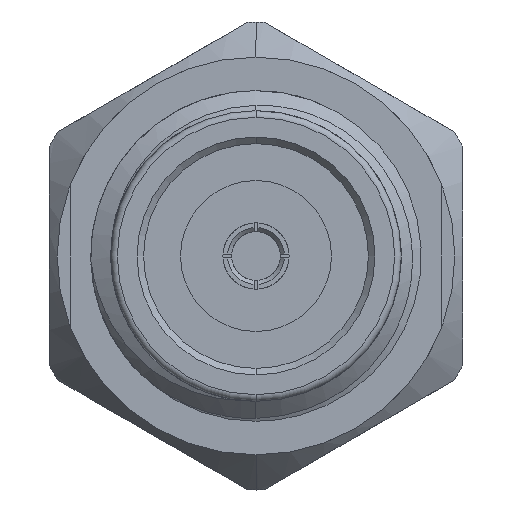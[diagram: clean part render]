
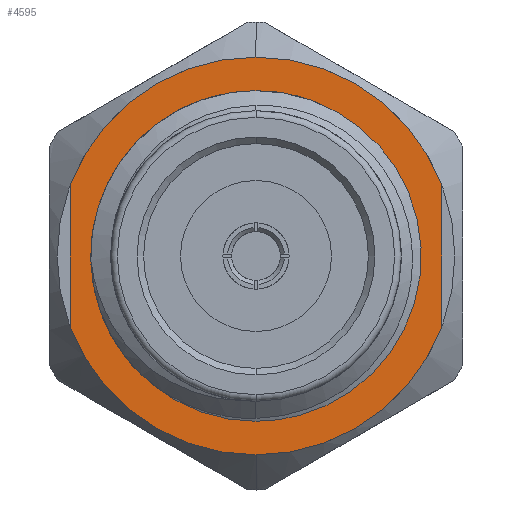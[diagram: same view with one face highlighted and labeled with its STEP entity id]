
A CAD part, front view. The second image highlights one B-rep face of the part: STEP entity #4595.
In plain terms, the highlighted planar face has unit normal (0, -1, 0).
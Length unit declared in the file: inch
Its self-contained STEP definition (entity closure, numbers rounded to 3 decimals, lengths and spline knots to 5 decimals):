
#44 = CARTESIAN_POINT ( 'NONE',  ( 0., -0.06046, 0. ) ) ;
#138 = EDGE_CURVE ( 'NONE', #4317, #665, #1649, .T. ) ;
#417 = CARTESIAN_POINT ( 'NONE',  ( 0., -0.06046, -0.15042 ) ) ;
#535 = CARTESIAN_POINT ( 'NONE',  ( 0., -0.06046, 0. ) ) ;
#536 = DIRECTION ( 'NONE',  ( 0., 0., -1. ) ) ;
#540 = EDGE_CURVE ( 'NONE', #4154, #4549, #2968, .T. ) ;
#665 = VERTEX_POINT ( 'NONE', #1743 ) ;
#670 = DIRECTION ( 'NONE',  ( 0., -1., 0. ) ) ;
#832 = LINE ( 'NONE', #5048, #3933 ) ;
#864 = DIRECTION ( 'NONE',  ( 0., 0., -1. ) ) ;
#883 = EDGE_CURVE ( 'NONE', #6948, #1977, #5405, .T. ) ;
#1145 = DIRECTION ( 'NONE',  ( 0., -1., 0. ) ) ;
#1252 = DIRECTION ( 'NONE',  ( 0., 0., -1. ) ) ;
#1282 = DIRECTION ( 'NONE',  ( 0., 0., -1. ) ) ;
#1411 = ORIENTED_EDGE ( 'NONE', *, *, #138, .T. ) ;
#1589 = CARTESIAN_POINT ( 'NONE',  ( -0.1405, -0.06046, 0.05373 ) ) ;
#1649 = CIRCLE ( 'NONE', #5327, 0.15042 ) ;
#1743 = CARTESIAN_POINT ( 'NONE',  ( 0.1405, -0.06046, -0.05373 ) ) ;
#1772 = ORIENTED_EDGE ( 'NONE', *, *, #2560, .T. ) ;
#1977 = VERTEX_POINT ( 'NONE', #4016 ) ;
#2189 = ORIENTED_EDGE ( 'NONE', *, *, #3615, .T. ) ;
#2261 = ORIENTED_EDGE ( 'NONE', *, *, #6006, .F. ) ;
#2448 = CARTESIAN_POINT ( 'NONE',  ( 0., -0.06046, 0. ) ) ;
#2530 = CARTESIAN_POINT ( 'NONE',  ( 0., -0.06046, -0.10989 ) ) ;
#2560 = EDGE_CURVE ( 'NONE', #2584, #4317, #2832, .T. ) ;
#2584 = VERTEX_POINT ( 'NONE', #6716 ) ;
#2641 = AXIS2_PLACEMENT_3D ( 'NONE', #535, #670, #6008 ) ;
#2832 = CIRCLE ( 'NONE', #4983, 0.15042 ) ;
#2880 = FACE_OUTER_BOUND ( 'NONE', #3287, .T. ) ;
#2881 = AXIS2_PLACEMENT_3D ( 'NONE', #2448, #5532, #6123 ) ;
#2968 = CIRCLE ( 'NONE', #2641, 0.15042 ) ;
#3265 = AXIS2_PLACEMENT_3D ( 'NONE', #3907, #3942, #5982 ) ;
#3287 = EDGE_LOOP ( 'NONE', ( #1772, #1411, #5441, #5460, #2189 ) ) ;
#3368 = CARTESIAN_POINT ( 'NONE',  ( -0.1405, -0.06046, 0.05373 ) ) ;
#3369 = CARTESIAN_POINT ( 'NONE',  ( 0., -0.06046, 0. ) ) ;
#3521 = CARTESIAN_POINT ( 'NONE',  ( 0., -0.06046, 0. ) ) ;
#3615 = EDGE_CURVE ( 'NONE', #4549, #2584, #4429, .T. ) ;
#3833 = ORIENTED_EDGE ( 'NONE', *, *, #883, .F. ) ;
#3907 = CARTESIAN_POINT ( 'NONE',  ( 0., -0.06046, 0. ) ) ;
#3933 = VECTOR ( 'NONE', #5607, 39.37008 ) ;
#3942 = DIRECTION ( 'NONE',  ( 0., -1., 0. ) ) ;
#3948 = PLANE ( 'NONE',  #2881 ) ;
#4016 = CARTESIAN_POINT ( 'NONE',  ( 0., -0.06046, 0.10989 ) ) ;
#4090 = EDGE_CURVE ( 'NONE', #665, #4154, #832, .T. ) ;
#4154 = VERTEX_POINT ( 'NONE', #6101 ) ;
#4317 = VERTEX_POINT ( 'NONE', #417 ) ;
#4393 = AXIS2_PLACEMENT_3D ( 'NONE', #44, #5874, #536 ) ;
#4429 = LINE ( 'NONE', #3368, #6165 ) ;
#4549 = VERTEX_POINT ( 'NONE', #1589 ) ;
#4595 = ADVANCED_FACE ( 'NONE', ( #6621, #2880 ), #3948, .T. ) ;
#4983 = AXIS2_PLACEMENT_3D ( 'NONE', #3521, #5673, #864 ) ;
#5048 = CARTESIAN_POINT ( 'NONE',  ( 0.1405, -0.06046, -0.05373 ) ) ;
#5305 = CIRCLE ( 'NONE', #3265, 0.10989 ) ;
#5327 = AXIS2_PLACEMENT_3D ( 'NONE', #3369, #1145, #1252 ) ;
#5405 = CIRCLE ( 'NONE', #4393, 0.10989 ) ;
#5441 = ORIENTED_EDGE ( 'NONE', *, *, #4090, .T. ) ;
#5460 = ORIENTED_EDGE ( 'NONE', *, *, #540, .T. ) ;
#5532 = DIRECTION ( 'NONE',  ( 0., -1., 0. ) ) ;
#5607 = DIRECTION ( 'NONE',  ( 0., 0., 1. ) ) ;
#5673 = DIRECTION ( 'NONE',  ( 0., -1., 0. ) ) ;
#5874 = DIRECTION ( 'NONE',  ( 0., -1., 0. ) ) ;
#5982 = DIRECTION ( 'NONE',  ( 0., 0., -1. ) ) ;
#6006 = EDGE_CURVE ( 'NONE', #1977, #6948, #5305, .T. ) ;
#6008 = DIRECTION ( 'NONE',  ( 0., 0., -1. ) ) ;
#6101 = CARTESIAN_POINT ( 'NONE',  ( 0.1405, -0.06046, 0.05373 ) ) ;
#6123 = DIRECTION ( 'NONE',  ( 0., 0., -1. ) ) ;
#6165 = VECTOR ( 'NONE', #1282, 39.37008 ) ;
#6188 = EDGE_LOOP ( 'NONE', ( #3833, #2261 ) ) ;
#6621 = FACE_BOUND ( 'NONE', #6188, .T. ) ;
#6716 = CARTESIAN_POINT ( 'NONE',  ( -0.1405, -0.06046, -0.05373 ) ) ;
#6948 = VERTEX_POINT ( 'NONE', #2530 ) ;
